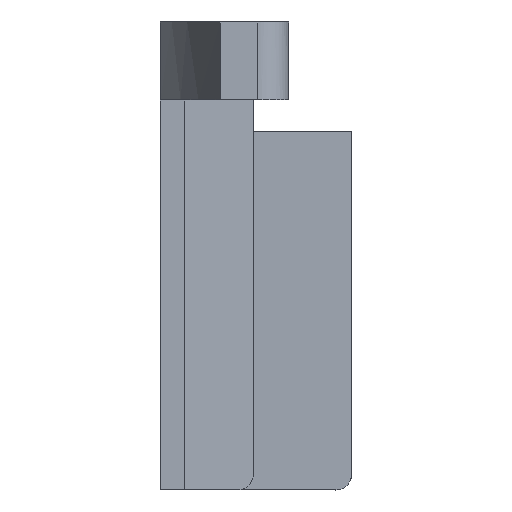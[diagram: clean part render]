
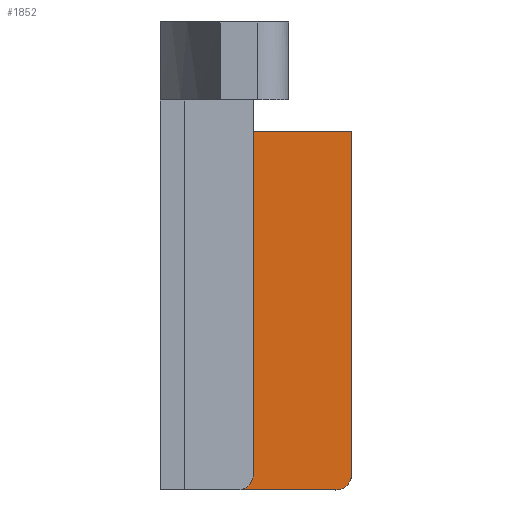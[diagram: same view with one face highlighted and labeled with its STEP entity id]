
A CAD part, front view. The second image highlights one B-rep face of the part: STEP entity #1852.
In plain terms, the highlighted free-form (B-spline) face has degree [1, 1] with [2, 2] control points.
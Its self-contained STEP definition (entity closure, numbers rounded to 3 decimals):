
#160=CARTESIAN_POINT('V81',(-41.439,-2.141,
   -60.));
#161=VERTEX_POINT('V81',#160);
#167=CARTESIAN_POINT('V79',(-39.439,-2.141,
   -58.));
#168=VERTEX_POINT('V79',#167);
#169=CARTESIAN_POINT('E132',(-39.439,-2.141,
   -58.));
#170=CARTESIAN_POINT('E132',(-39.439,-2.141,
   -60.));
#171=CARTESIAN_POINT('E132',(-41.439,-2.141,
   -60.));
#179=(BOUNDED_CURVE()B_SPLINE_CURVE(2,(#169,#170,#171),
   .CIRCULAR_ARC.,.F.,.U.)CURVE()GEOMETRIC_REPRESENTATION_ITEM()
   QUASI_UNIFORM_CURVE()RATIONAL_B_SPLINE_CURVE((1.0,
   0.707,1.0))REPRESENTATION_ITEM('E132'));
#180=EDGE_CURVE('E132',#168,#161,#179,.T.);
#221=CARTESIAN_POINT('V77',(-26.839,-2.141,
   -58.));
#222=VERTEX_POINT('V77',#221);
#228=CARTESIAN_POINT('V75',(-28.839,-2.141,
   -60.));
#229=VERTEX_POINT('V75',#228);
#230=CARTESIAN_POINT('E121',(-28.839,-2.141,
   -60.));
#231=CARTESIAN_POINT('E121',(-26.839,-2.141,
   -60.));
#232=CARTESIAN_POINT('E121',(-26.839,-2.141,
   -58.));
#240=(BOUNDED_CURVE()B_SPLINE_CURVE(2,(#230,#231,#232),
   .CIRCULAR_ARC.,.F.,.U.)B_SPLINE_CURVE_WITH_KNOTS((3,3),(0.0,
   1.571),.UNSPECIFIED.)CURVE()
   GEOMETRIC_REPRESENTATION_ITEM()RATIONAL_B_SPLINE_CURVE((1.0,
   0.707,1.0))REPRESENTATION_ITEM('E121'));
#241=EDGE_CURVE('E121',#229,#222,#240,.T.);
#264=CARTESIAN_POINT('V67',(-26.839,-2.141,
   -14.));
#265=VERTEX_POINT('V67',#264);
#271=CARTESIAN_POINT('E98',(-26.839,-2.141,
   -58.));
#272=CARTESIAN_POINT('E98',(-26.839,-2.141,
   -14.));
#273=B_SPLINE_CURVE_WITH_KNOTS('E98',1,(#271,#272),.POLYLINE_FORM.,
   .F.,.U.,(2,2),(0.159,3.651),
   .UNSPECIFIED.);
#274=EDGE_CURVE('E98',#222,#265,#273,.T.);
#284=CARTESIAN_POINT('V72',(-39.439,-2.141,
   -14.));
#285=VERTEX_POINT('V72',#284);
#293=CARTESIAN_POINT('E107',(-39.439,-2.141,
   -14.));
#294=CARTESIAN_POINT('E107',(-26.839,-2.141,
   -14.));
#295=B_SPLINE_CURVE_WITH_KNOTS('E107',1,(#293,#294),.POLYLINE_FORM.,
   .F.,.U.,(2,2),(0.0,6.3),.UNSPECIFIED.);
#296=EDGE_CURVE('E107',#285,#265,#295,.T.);
#1813=CARTESIAN_POINT('E106',(-28.839,-2.141,
   -60.));
#1814=CARTESIAN_POINT('E106',(-41.439,-2.141,
   -60.));
#1815=QUASI_UNIFORM_CURVE('E106',1,(#1813,#1814),.POLYLINE_FORM.,.F.,
   .U.);
#1816=EDGE_CURVE('E106',#229,#161,#1815,.T.);
#1835=CARTESIAN_POINT('F36',(-41.959,-2.141,
   -14.));
#1836=CARTESIAN_POINT('F36',(-41.959,-2.141,
   -62.3));
#1837=CARTESIAN_POINT('F36',(-26.839,-2.141,
   -14.));
#1838=CARTESIAN_POINT('F36',(-26.839,-2.141,
   -62.3));
#1839=B_SPLINE_SURFACE_WITH_KNOTS('F36',1,1,((#1835,#1837),(#1836,
   #1838)),.PLANE_SURF.,.F.,.F.,.U.,(2,2),(2,2),(0.0,
   3.833),(0.0,1.2),.UNSPECIFIED.);
#1840=ORIENTED_EDGE('E132',*,*,#180,.T.);
#1841=ORIENTED_EDGE('E106',*,*,#1816,.F.);
#1842=ORIENTED_EDGE('E121',*,*,#241,.T.);
#1843=ORIENTED_EDGE('F34',*,*,#274,.T.);
#1844=ORIENTED_EDGE('E107',*,*,#296,.F.);
#1845=CARTESIAN_POINT('E105',(-39.439,-2.141,
   -58.));
#1846=CARTESIAN_POINT('E105',(-39.439,-2.141,
   -14.));
#1847=B_SPLINE_CURVE_WITH_KNOTS('E105',1,(#1845,#1846),
   .POLYLINE_FORM.,.F.,.U.,(2,2),(0.159,
   3.651),.UNSPECIFIED.);
#1848=EDGE_CURVE('E105',#168,#285,#1847,.T.);
#1849=ORIENTED_EDGE('E105',*,*,#1848,.F.);
#1850=EDGE_LOOP('F36',(#1840,#1841,#1842,#1843,#1844,#1849));
#1851=FACE_OUTER_BOUND('F36',#1850,.T.);
#1852=ADVANCED_FACE('F36',(#1851),#1839,.T.);
